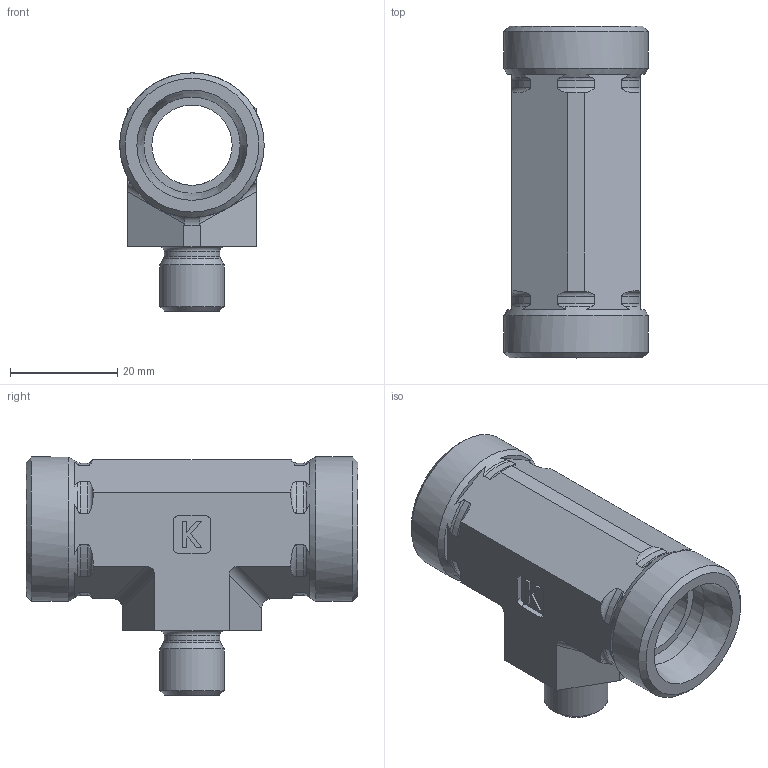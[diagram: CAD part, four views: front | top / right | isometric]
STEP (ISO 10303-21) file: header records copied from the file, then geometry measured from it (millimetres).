
FILE_DESCRIPTION((''),'2;1');
FILE_NAME('3751818061.stp','2014-08-13T16:00:02',(''),('KNOMI spol. s r. o.'),'Autodesk Inventor 2012','Autodesk Inventor 2012','');
FILE_SCHEMA(('AUTOMOTIVE_DESIGN { 1 2 10303 214 0 1 1 1 }'));
Length unit declared in the file: millimetre
Products named in the file (1): TS 18/18/06  M27/M27/M12x1
Bounding box: 27 x 62 x 44.5 mm (x, y, z)
Volume: 23876.7 mm3; surface area: 10456.4 mm2
Topology: 1 solids, 1 shells, 129 faces, 358 edges, 237 vertices
Faces by surface type: plane 62, cylinder 31, torus 26, cone 10
Full cylindrical faces by diameter (mm): 4 x1, 6.2 x1, 10.4 x1, 12 x1, 15 x1, 18 x2, 27 x2
Entity records: 4274 total; most frequent: CARTESIAN_POINT 1171, ORIENTED_EDGE 654, DIRECTION 612, EDGE_CURVE 327, AXIS2_PLACEMENT_3D 234, VERTEX_POINT 227, EDGE_LOOP 158, VECTOR 144
